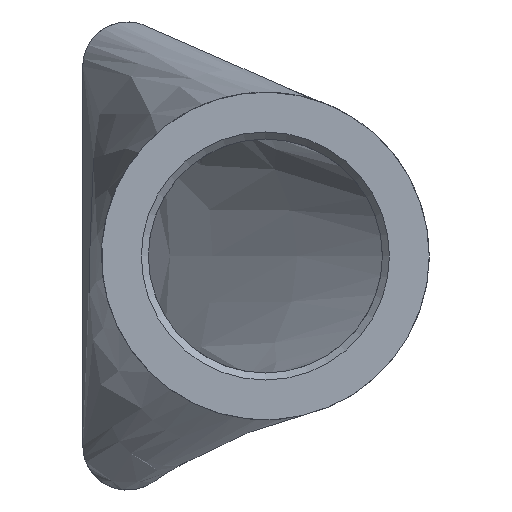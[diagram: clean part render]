
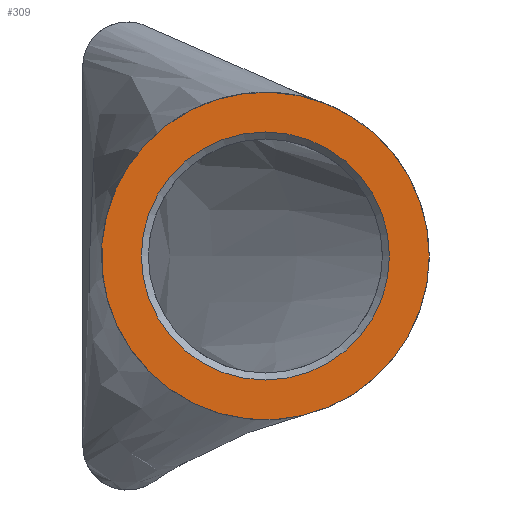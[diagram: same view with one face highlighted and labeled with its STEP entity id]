
A CAD part, front view. The second image highlights one B-rep face of the part: STEP entity #309.
In plain terms, the highlighted planar face has unit normal (0, -1, 0).
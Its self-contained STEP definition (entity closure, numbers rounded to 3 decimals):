
#60=CIRCLE('',#350,7.);
#61=CIRCLE('',#352,5.3);
#112=ORIENTED_EDGE('',*,*,#186,.T.);
#113=ORIENTED_EDGE('',*,*,#185,.F.);
#185=EDGE_CURVE('',#224,#224,#60,.T.);
#186=EDGE_CURVE('',#225,#225,#61,.T.);
#224=VERTEX_POINT('',#823);
#225=VERTEX_POINT('',#826);
#258=EDGE_LOOP('',(#112));
#259=EDGE_LOOP('',(#113));
#284=FACE_BOUND('',#258,.T.);
#285=FACE_BOUND('',#259,.T.);
#300=PLANE('',#351);
#309=ADVANCED_FACE('',(#284,#285),#300,.F.);
#350=AXIS2_PLACEMENT_3D('',#822,#409,#410);
#351=AXIS2_PLACEMENT_3D('',#824,#411,#412);
#352=AXIS2_PLACEMENT_3D('',#825,#413,#414);
#409=DIRECTION('',(0.,1.,0.));
#410=DIRECTION('',(1.,0.,0.));
#411=DIRECTION('',(0.,1.,0.));
#412=DIRECTION('',(0.,0.,1.));
#413=DIRECTION('',(0.,1.,0.));
#414=DIRECTION('',(0.,0.,1.));
#822=CARTESIAN_POINT('',(0.,0.,0.));
#823=CARTESIAN_POINT('',(7.,0.,0.));
#824=CARTESIAN_POINT('',(0.,0.,0.));
#825=CARTESIAN_POINT('',(0.,0.,0.));
#826=CARTESIAN_POINT('',(0.,0.,5.3));
